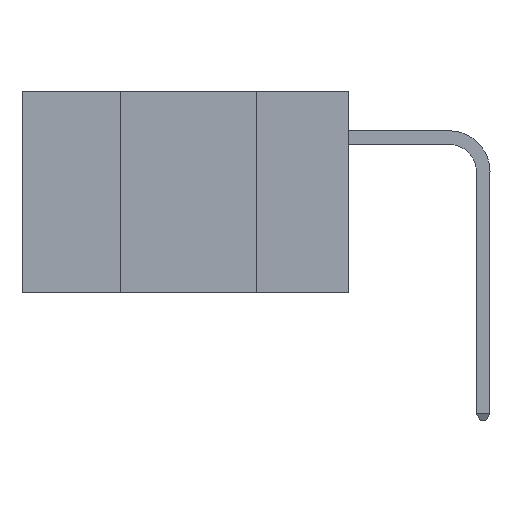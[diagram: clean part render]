
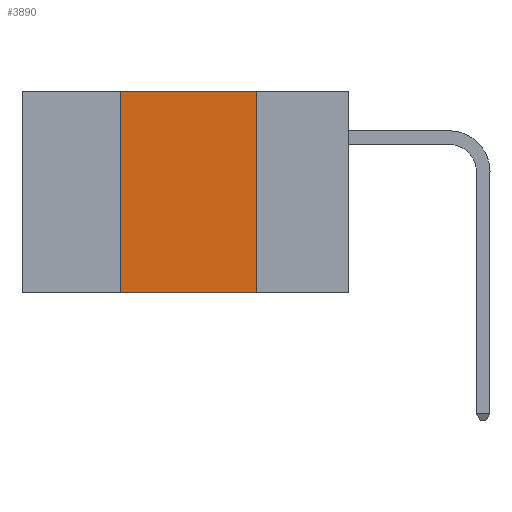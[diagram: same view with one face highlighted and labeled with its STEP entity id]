
A CAD part, left-side view. The second image highlights one B-rep face of the part: STEP entity #3890.
In plain terms, the highlighted planar face has unit normal (-1, 0, 0).
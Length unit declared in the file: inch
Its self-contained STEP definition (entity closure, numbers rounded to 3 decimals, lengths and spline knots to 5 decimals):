
#1123 = DIRECTION ( 'NONE',  ( 0., 0., -1. ) ) ;
#2180 = EDGE_LOOP ( 'NONE', ( #24901, #17709, #15498, #6316 ) ) ;
#2187 = EDGE_CURVE ( 'NONE', #7030, #14131, #14165, .T. ) ;
#2374 = PLANE ( 'NONE',  #11644 ) ;
#2586 = DIRECTION ( 'NONE',  ( 0., 0., 1. ) ) ;
#2814 = DIRECTION ( 'NONE',  ( 0., -1., 0. ) ) ;
#2827 = EDGE_CURVE ( 'NONE', #17507, #13334, #4963, .T. ) ;
#3833 = CARTESIAN_POINT ( 'NONE',  ( 0., 0.17, 0. ) ) ;
#3890 = ADVANCED_FACE ( 'NONE', ( #20073 ), #2374, .F. ) ;
#4352 = VECTOR ( 'NONE', #19249, 39.37008 ) ;
#4963 = LINE ( 'NONE', #7152, #4352 ) ;
#5180 = CARTESIAN_POINT ( 'NONE',  ( 0., 0.17, 0. ) ) ;
#6316 = ORIENTED_EDGE ( 'NONE', *, *, #2187, .T. ) ;
#7003 = EDGE_CURVE ( 'NONE', #7030, #17507, #17920, .T. ) ;
#7030 = VERTEX_POINT ( 'NONE', #18877 ) ;
#7152 = CARTESIAN_POINT ( 'NONE',  ( 0., 0.6, 0. ) ) ;
#7325 = CARTESIAN_POINT ( 'NONE',  ( 0., 0.42, 0. ) ) ;
#9261 = LINE ( 'NONE', #5180, #24663 ) ;
#9751 = EDGE_CURVE ( 'NONE', #13334, #14131, #9261, .T. ) ;
#10555 = DIRECTION ( 'NONE',  ( 1., 0., 0. ) ) ;
#11644 = AXIS2_PLACEMENT_3D ( 'NONE', #22604, #10555, #24636 ) ;
#13334 = VERTEX_POINT ( 'NONE', #3833 ) ;
#14131 = VERTEX_POINT ( 'NONE', #14912 ) ;
#14165 = LINE ( 'NONE', #14926, #15446 ) ;
#14912 = CARTESIAN_POINT ( 'NONE',  ( 0., 0.17, -0.37 ) ) ;
#14926 = CARTESIAN_POINT ( 'NONE',  ( 0., 0.6, -0.37 ) ) ;
#15446 = VECTOR ( 'NONE', #2814, 39.37008 ) ;
#15498 = ORIENTED_EDGE ( 'NONE', *, *, #7003, .F. ) ;
#16766 = CARTESIAN_POINT ( 'NONE',  ( 0., 0.42, 0. ) ) ;
#17507 = VERTEX_POINT ( 'NONE', #7325 ) ;
#17709 = ORIENTED_EDGE ( 'NONE', *, *, #2827, .F. ) ;
#17920 = LINE ( 'NONE', #16766, #22607 ) ;
#18877 = CARTESIAN_POINT ( 'NONE',  ( 0., 0.42, -0.37 ) ) ;
#19249 = DIRECTION ( 'NONE',  ( 0., -1., 0. ) ) ;
#20073 = FACE_OUTER_BOUND ( 'NONE', #2180, .T. ) ;
#22604 = CARTESIAN_POINT ( 'NONE',  ( 0., 0.6, 0. ) ) ;
#22607 = VECTOR ( 'NONE', #2586, 39.37008 ) ;
#24636 = DIRECTION ( 'NONE',  ( 0., 0., -1. ) ) ;
#24663 = VECTOR ( 'NONE', #1123, 39.37008 ) ;
#24901 = ORIENTED_EDGE ( 'NONE', *, *, #9751, .F. ) ;
